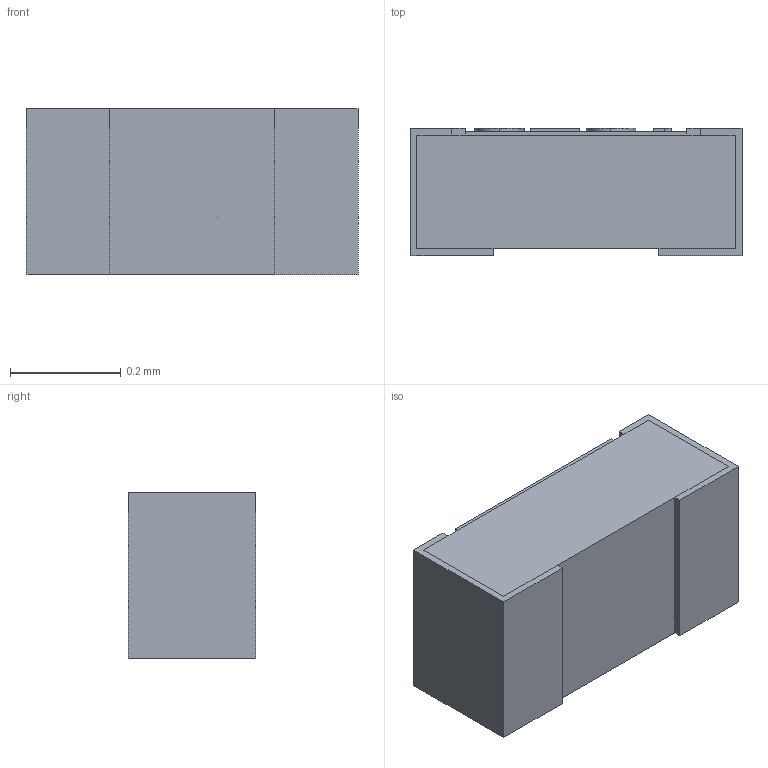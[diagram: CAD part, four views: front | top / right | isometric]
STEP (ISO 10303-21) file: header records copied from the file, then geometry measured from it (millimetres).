
FILE_DESCRIPTION (( 'STEP AP214' ), '1' );
FILE_NAME ('STD(0201) M(0603).STEP', '2018-03-31T00:11:40', ( '' ), ( '' ), 'SwSTEP 2.0', 'SolidWorks 2018', '' );
FILE_SCHEMA (( 'AUTOMOTIVE_DESIGN' ));
Length unit declared in the file: millimetre
Products named in the file (1): STD(0201) M(0603)
Bounding box: 0.6 x 0.23 x 0.3 mm (x, y, z)
Volume: 0 mm3; surface area: 0.8 mm2
Topology: 1 solids, 1 shells, 76 faces, 196 edges, 128 vertices
Faces by surface type: plane 52, bspline 24
Entity records: 4780 total; most frequent: CARTESIAN_POINT 2377, ORIENTED_EDGE 392, DIRECTION 254, EDGE_CURVE 196, LINE 148, VECTOR 148, VERTEX_POINT 128, EDGE_LOOP 82
